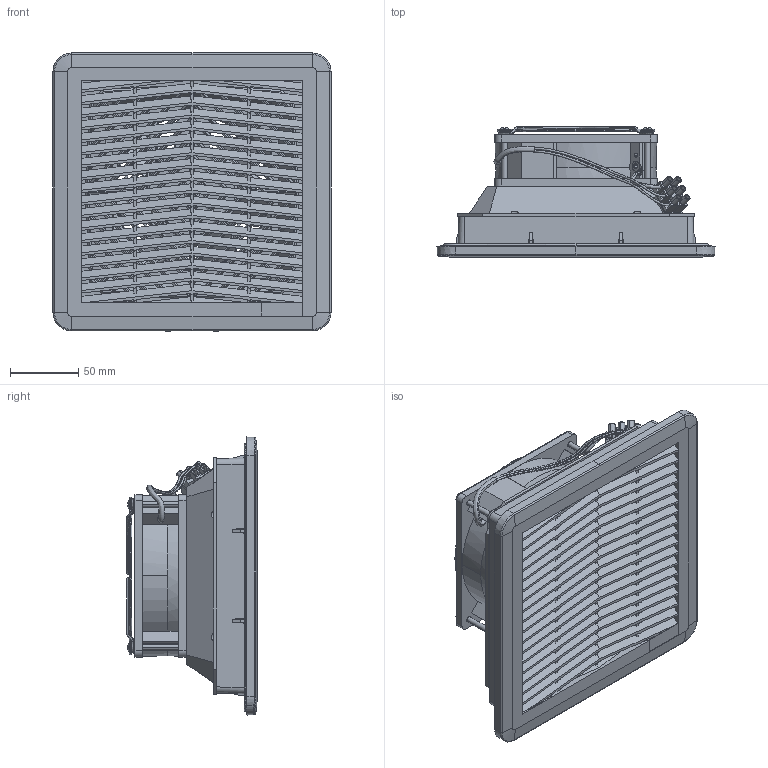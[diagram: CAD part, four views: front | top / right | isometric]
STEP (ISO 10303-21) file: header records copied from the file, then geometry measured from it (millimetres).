
FILE_DESCRIPTION((''),'2;1');
FILE_NAME('FL-4421A230V','2013-09-11T',('alexcam'),(''),'PRO/ENGINEER BY PARAMETRIC TECHNOLOGY CORPORATION, 2010040','PRO/ENGINEER BY PARAMETRIC TECHNOLOGY CORPORATION, 2010040','');
FILE_SCHEMA(('AUTOMOTIVE_DESIGN_CC2 { 1 2 10303 214 -1 1 5 2 }'));
Products named in the file (1): FL-4421A230V
Bounding box: 203.91 x 95.5 x 203.89 mm (x, y, z)
Volume: 245527.7 mm3; surface area: 379814.1 mm2
Topology: 15 solids, 32 shells, 2352 faces, 6801 edges, 4335 vertices
Faces by surface type: plane 1485, cylinder 474, bspline 149, cone 116, torus 112, sphere 8, extrusion 8
Entity records: 144323 total; most frequent: CARTESIAN_POINT 63329, ORIENTED_EDGE 13409, DIRECTION 11174, PRESENTATION_STYLE_ASSIGNMENT 6830, STYLED_ITEM 6821, CURVE_STYLE 6789, EDGE_CURVE 6789, VECTOR 4494
